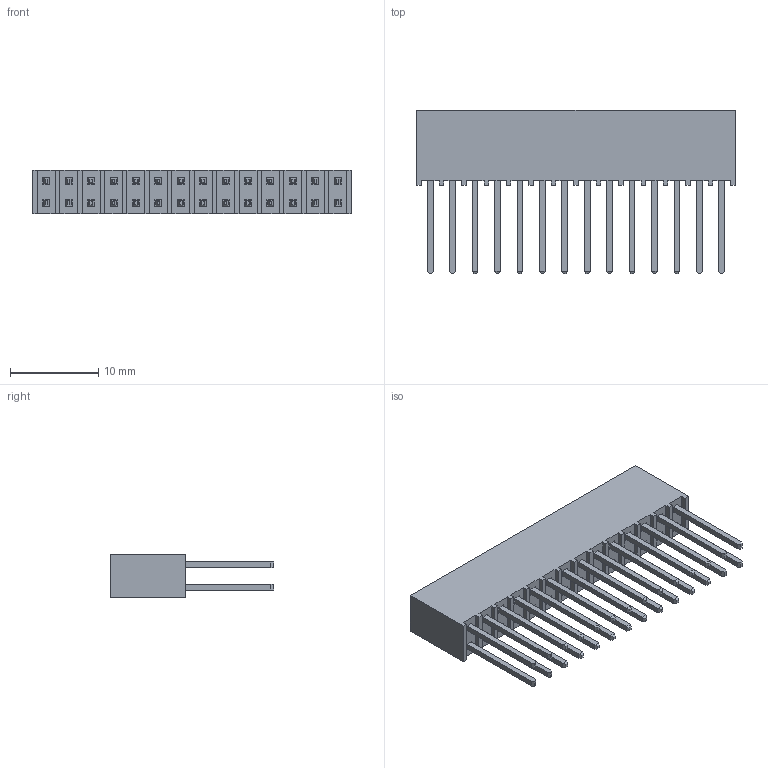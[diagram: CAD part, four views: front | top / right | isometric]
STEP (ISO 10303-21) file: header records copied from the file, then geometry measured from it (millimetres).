
FILE_DESCRIPTION(/* description */ ('STEP AP214'),/* implementation_level */ '2;1');
FILE_NAME(/* name */ 'SSQ-114-03-T-D',/* time_stamp */ '2024-10-05T15:34:14+02:00',/* author */ ('License CC BY-ND 4.0'),/* organization */ ('CADENAS'),/* preprocessor_version */ 'ST-DEVELOPER v19.3',/* originating_system */ 'PARTsolutions',/* authorisation */ ' ');
FILE_SCHEMA (('AUTOMOTIVE_DESIGN {1 0 10303 214 3 1 1}'));
Length unit declared in the file: inch
Products named in the file (3): SSQ-114-03-T-D; T1SSQ-114-03-T-D; P2SSQ-114-03-T-D
Assembly tree (2 placements, depth 2):
  SSQ-114-03-T-D
    T1SSQ-114-03-T-D
    P2SSQ-114-03-T-D
Bounding box: 36.07 x 18.52 x 4.95 mm (x, y, z)
Volume: 1447.6 mm3; surface area: 2798.1 mm2
Topology: 2 solids, 2 shells, 416 faces, 1152 edges, 768 vertices
Faces by surface type: plane 416
Entity records: 13186 total; most frequent: CARTESIAN_POINT 2339, ORIENTED_EDGE 2304, DIRECTION 1990, EDGE_CURVE 1152, LINE 1152, VECTOR 1152, VERTEX_POINT 768, EDGE_LOOP 500
